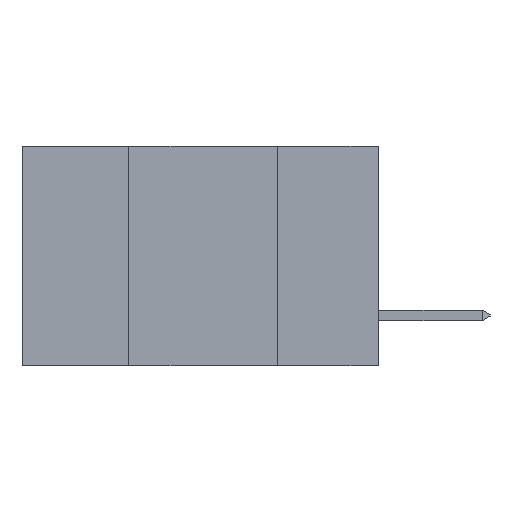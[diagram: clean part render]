
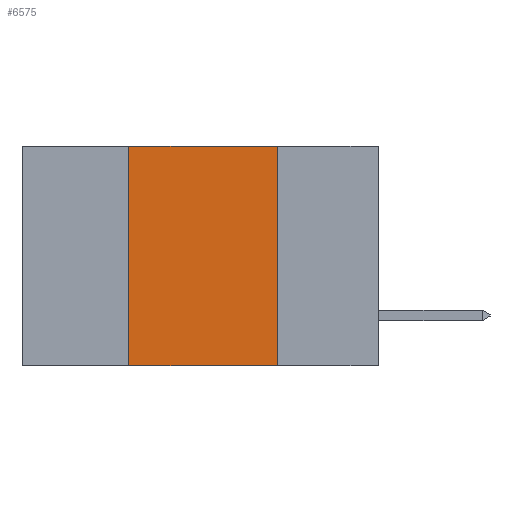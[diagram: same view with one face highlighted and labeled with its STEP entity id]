
A CAD part, left-side view. The second image highlights one B-rep face of the part: STEP entity #6575.
In plain terms, the highlighted planar face has unit normal (-1, 0, 0).
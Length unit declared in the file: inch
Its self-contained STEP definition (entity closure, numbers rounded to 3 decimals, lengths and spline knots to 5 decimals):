
#370 = VERTEX_POINT ( 'NONE', #2057 ) ;
#1362 = LINE ( 'NONE', #2771, #9998 ) ;
#1407 = EDGE_LOOP ( 'NONE', ( #1448, #1886, #2246, #2702 ) ) ;
#1448 = ORIENTED_EDGE ( 'NONE', *, *, #2903, .F. ) ;
#1493 = VERTEX_POINT ( 'NONE', #3857 ) ;
#1627 = EDGE_CURVE ( 'NONE', #5733, #370, #3380, .T. ) ;
#1886 = ORIENTED_EDGE ( 'NONE', *, *, #9332, .F. ) ;
#2057 = CARTESIAN_POINT ( 'NONE',  ( 0., 0.42, 0. ) ) ;
#2246 = ORIENTED_EDGE ( 'NONE', *, *, #1627, .F. ) ;
#2702 = ORIENTED_EDGE ( 'NONE', *, *, #9772, .T. ) ;
#2771 = CARTESIAN_POINT ( 'NONE',  ( 0., 0.17, 0. ) ) ;
#2903 = EDGE_CURVE ( 'NONE', #1493, #8925, #1362, .T. ) ;
#2995 = LINE ( 'NONE', #4613, #7107 ) ;
#3239 = LINE ( 'NONE', #9948, #8955 ) ;
#3380 = LINE ( 'NONE', #4358, #9544 ) ;
#3493 = DIRECTION ( 'NONE',  ( 0., 0., -1. ) ) ;
#3538 = DIRECTION ( 'NONE',  ( 1., 0., 0. ) ) ;
#3555 = CARTESIAN_POINT ( 'NONE',  ( 0., 0.6, 0. ) ) ;
#3857 = CARTESIAN_POINT ( 'NONE',  ( 0., 0.17, 0. ) ) ;
#4082 = DIRECTION ( 'NONE',  ( 0., 0., -1. ) ) ;
#4358 = CARTESIAN_POINT ( 'NONE',  ( 0., 0.42, 0. ) ) ;
#4445 = PLANE ( 'NONE',  #7393 ) ;
#4613 = CARTESIAN_POINT ( 'NONE',  ( 0., 0.6, 0. ) ) ;
#4819 = DIRECTION ( 'NONE',  ( 0., 0., 1. ) ) ;
#5313 = CARTESIAN_POINT ( 'NONE',  ( 0., 0.42, -0.37 ) ) ;
#5733 = VERTEX_POINT ( 'NONE', #5313 ) ;
#6015 = DIRECTION ( 'NONE',  ( 0., -1., 0. ) ) ;
#6244 = DIRECTION ( 'NONE',  ( 0., -1., 0. ) ) ;
#6491 = CARTESIAN_POINT ( 'NONE',  ( 0., 0.17, -0.37 ) ) ;
#6575 = ADVANCED_FACE ( 'NONE', ( #8757 ), #4445, .F. ) ;
#7107 = VECTOR ( 'NONE', #6244, 39.37008 ) ;
#7393 = AXIS2_PLACEMENT_3D ( 'NONE', #3555, #3538, #3493 ) ;
#8757 = FACE_OUTER_BOUND ( 'NONE', #1407, .T. ) ;
#8925 = VERTEX_POINT ( 'NONE', #6491 ) ;
#8955 = VECTOR ( 'NONE', #6015, 39.37008 ) ;
#9332 = EDGE_CURVE ( 'NONE', #370, #1493, #2995, .T. ) ;
#9544 = VECTOR ( 'NONE', #4819, 39.37008 ) ;
#9772 = EDGE_CURVE ( 'NONE', #5733, #8925, #3239, .T. ) ;
#9948 = CARTESIAN_POINT ( 'NONE',  ( 0., 0.6, -0.37 ) ) ;
#9998 = VECTOR ( 'NONE', #4082, 39.37008 ) ;
